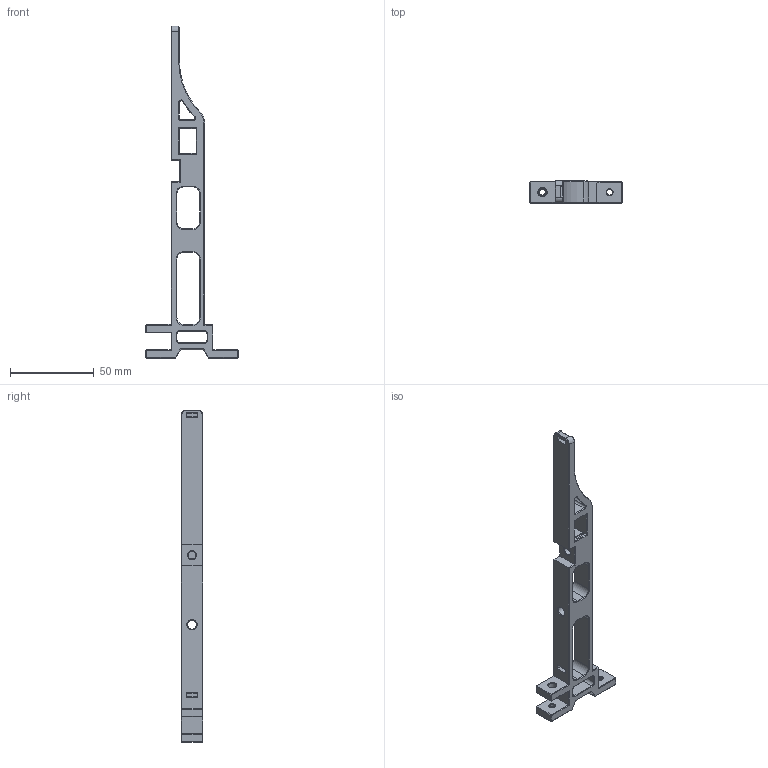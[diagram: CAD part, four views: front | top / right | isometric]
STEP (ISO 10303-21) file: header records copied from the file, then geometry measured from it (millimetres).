
FILE_DESCRIPTION(('FreeCAD Model'),'2;1');
FILE_NAME('Open CASCADE Shape Model','2022-02-22T23:29:27',('Author'),( ''),'Open CASCADE STEP processor 7.5','FreeCAD','Unknown');
FILE_SCHEMA(('AUTOMOTIVE_DESIGN { 1 0 10303 214 1 1 1 1 }'));
Length unit declared in the file: millimetre
Products named in the file (1): Buffer Holder start
Bounding box: 55 x 13 x 198 mm (x, y, z)
Volume: 27682.1 mm3; surface area: 15842.3 mm2
Topology: 1 solids, 1 shells, 275 faces, 636 edges, 369 vertices
Faces by surface type: plane 173, cone 53, cylinder 36, bspline 13
Full cylindrical faces by diameter (mm): 3.4 x2, 4.7 x2, 5.4 x1, 6.1 x2
Entity records: 16334 total; most frequent: CARTESIAN_POINT 3287, DIRECTION 2458, LINE 1646, VECTOR 1646, ORIENTED_EDGE 1272, PCURVE 1272, DEFINITIONAL_REPRESENTATION 1272, EDGE_CURVE 636
